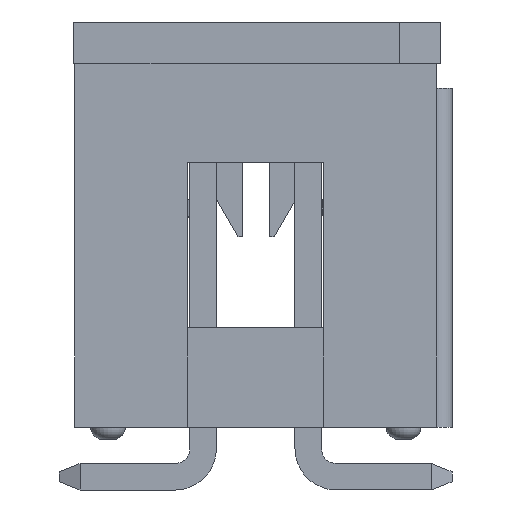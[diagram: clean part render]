
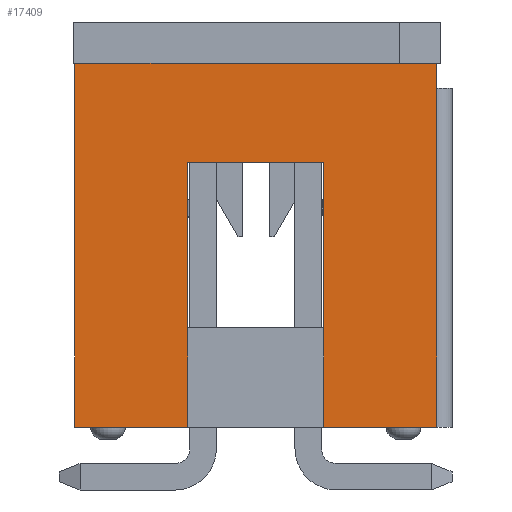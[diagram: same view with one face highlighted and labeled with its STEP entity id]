
A CAD part, front view. The second image highlights one B-rep face of the part: STEP entity #17409.
In plain terms, the highlighted face is planar.
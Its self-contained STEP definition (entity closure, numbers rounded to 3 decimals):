
#880=ORIENTED_EDGE('',*,*,#4215,.T.);
#881=ORIENTED_EDGE('',*,*,#3986,.F.);
#882=ORIENTED_EDGE('',*,*,#3978,.T.);
#883=ORIENTED_EDGE('',*,*,#3980,.T.);
#884=ORIENTED_EDGE('',*,*,#4216,.T.);
#885=ORIENTED_EDGE('',*,*,#4198,.F.);
#886=ORIENTED_EDGE('',*,*,#3806,.F.);
#887=ORIENTED_EDGE('',*,*,#4205,.T.);
#3806=EDGE_CURVE('',#5553,#5554,#6617,.T.);
#3978=EDGE_CURVE('',#5672,#5674,#6776,.T.);
#3980=EDGE_CURVE('',#5674,#5675,#6778,.T.);
#3986=EDGE_CURVE('',#5672,#5679,#6784,.T.);
#4198=EDGE_CURVE('',#5554,#5826,#6995,.T.);
#4205=EDGE_CURVE('',#5553,#5830,#7002,.T.);
#4215=EDGE_CURVE('',#5830,#5679,#7011,.T.);
#4216=EDGE_CURVE('',#5675,#5826,#7012,.T.);
#5553=VERTEX_POINT('',#22191);
#5554=VERTEX_POINT('',#22193);
#5672=VERTEX_POINT('',#22546);
#5674=VERTEX_POINT('',#22550);
#5675=VERTEX_POINT('',#22554);
#5679=VERTEX_POINT('',#22563);
#5826=VERTEX_POINT('',#22990);
#5830=VERTEX_POINT('',#23001);
#6617=LINE('',#22192,#8252);
#6776=LINE('',#22551,#8411);
#6778=LINE('',#22556,#8413);
#6784=LINE('',#22567,#8419);
#6995=LINE('',#22989,#8630);
#7002=LINE('',#23002,#8637);
#7011=LINE('',#23017,#8646);
#7012=LINE('',#23018,#8647);
#8252=VECTOR('',#18862,1000.);
#8411=VECTOR('',#19179,1000.);
#8413=VECTOR('',#19183,1000.);
#8419=VECTOR('',#19191,1000.);
#8630=VECTOR('',#19534,1000.);
#8637=VECTOR('',#19543,1000.);
#8646=VECTOR('',#19564,1000.);
#8647=VECTOR('',#19565,1000.);
#10027=EDGE_LOOP('',(#880,#881,#882,#883,#884,#885,#886,#887));
#10824=FACE_BOUND('',#10027,.T.);
#11607=PLANE('',#18162);
#17409=ADVANCED_FACE('',(#10824),#11607,.T.);
#18162=AXIS2_PLACEMENT_3D('',#23016,#19562,#19563);
#18862=DIRECTION('',(0.,1.,0.));
#19179=DIRECTION('',(0.,1.,0.));
#19183=DIRECTION('',(0.,0.,-1.));
#19191=DIRECTION('',(0.,0.,-1.));
#19534=DIRECTION('',(0.,0.,-1.));
#19543=DIRECTION('',(0.,0.,-1.));
#19562=DIRECTION('',(1.,0.,0.));
#19563=DIRECTION('',(0.,0.,-1.));
#19564=DIRECTION('',(0.,1.,0.));
#19565=DIRECTION('',(0.,1.,0.));
#22191=CARTESIAN_POINT('',(19.05,-4.375,4.4));
#22192=CARTESIAN_POINT('',(19.05,-4.375,4.4));
#22193=CARTESIAN_POINT('',(19.05,4.375,4.4));
#22546=CARTESIAN_POINT('',(19.05,-1.65,2.));
#22550=CARTESIAN_POINT('',(19.05,1.65,2.));
#22551=CARTESIAN_POINT('',(19.05,-1.65,2.));
#22554=CARTESIAN_POINT('',(19.05,1.65,-4.4));
#22556=CARTESIAN_POINT('',(19.05,1.65,2.));
#22563=CARTESIAN_POINT('',(19.05,-1.65,-4.4));
#22567=CARTESIAN_POINT('',(19.05,-1.65,2.));
#22989=CARTESIAN_POINT('',(19.05,4.375,4.4));
#22990=CARTESIAN_POINT('',(19.05,4.375,-4.4));
#23001=CARTESIAN_POINT('',(19.05,-4.375,-4.4));
#23002=CARTESIAN_POINT('',(19.05,-4.375,4.4));
#23016=CARTESIAN_POINT('',(19.05,-4.375,4.4));
#23017=CARTESIAN_POINT('',(19.05,-4.375,-4.4));
#23018=CARTESIAN_POINT('',(19.05,-4.375,-4.4));
